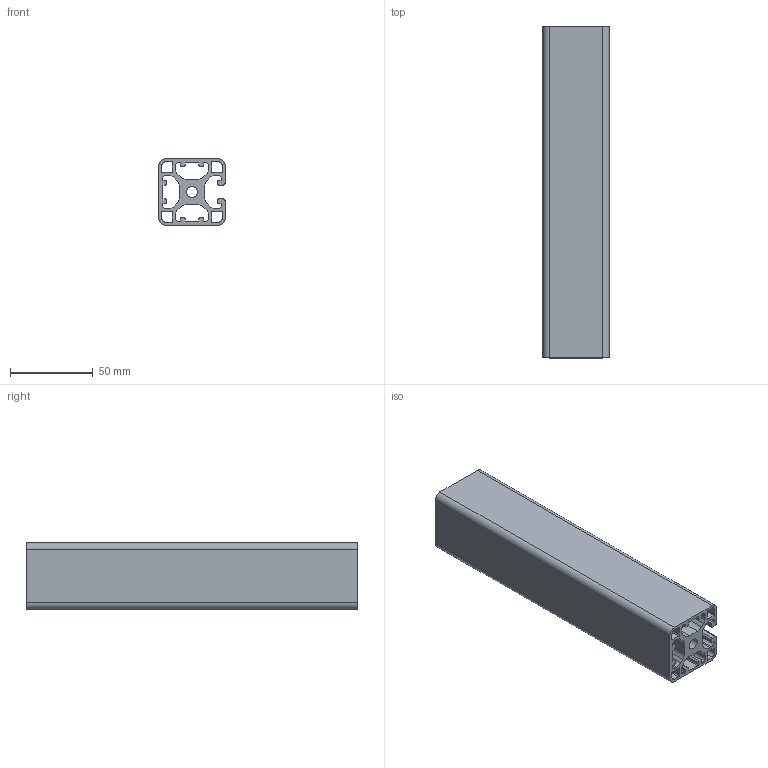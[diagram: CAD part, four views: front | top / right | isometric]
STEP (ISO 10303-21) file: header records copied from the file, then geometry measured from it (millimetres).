
FILE_DESCRIPTION(/* description */ ('Aluminiumprofil 40x40L 3N'),/* implementation_level */ '2;1');
FILE_NAME(/* name */ 'Syskomp 281404991 Aluminiumprofil 40x40L 3N.stp',/* time_stamp */ '2017-05-31T10:01:47+02:00',/* author */ ('wheldmann'),/* organization */ (''),/* preprocessor_version */ 'ST-DEVELOPER v16.1',/* originating_system */ 'Autodesk Inventor 2016',/* authorisation */ ' ');
FILE_SCHEMA (('AUTOMOTIVE_DESIGN { 1 0 10303 214 3 1 1 }'));
Length unit declared in the file: millimetre
Products named in the file (1): 281404991 Aluminiumprofil 40x40L 3N - 200
Bounding box: 40 x 200 x 40 mm (x, y, z)
Volume: 140037.8 mm3; surface area: 101843.9 mm2
Topology: 1 solids, 1 shells, 147 faces, 435 edges, 290 vertices
Faces by surface type: cylinder 77, plane 70
Full cylindrical faces by diameter (mm): 6.8 x1
Entity records: 5014 total; most frequent: DIRECTION 884, CARTESIAN_POINT 872, ORIENTED_EDGE 868, EDGE_CURVE 434, AXIS2_PLACEMENT_3D 302, VERTEX_POINT 290, LINE 280, VECTOR 280
